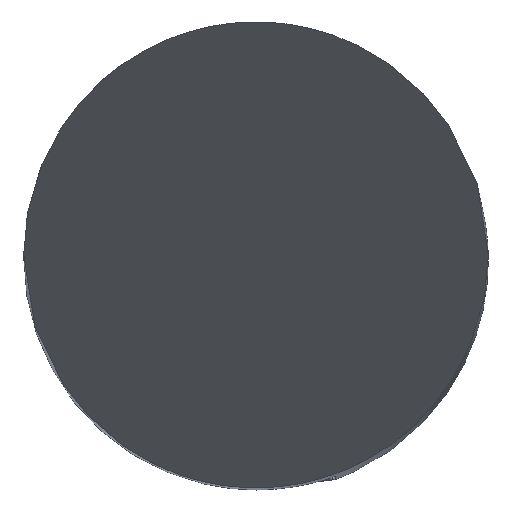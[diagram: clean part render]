
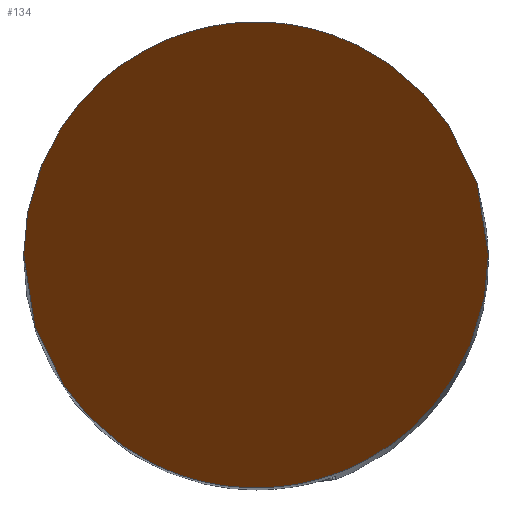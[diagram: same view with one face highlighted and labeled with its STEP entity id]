
A CAD part, top view. The second image highlights one B-rep face of the part: STEP entity #134.
In plain terms, the highlighted planar face has unit normal (0, -0.866, 0.5).
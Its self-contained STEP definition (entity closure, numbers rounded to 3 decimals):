
#53=PLANE('',#615);
#134=ADVANCED_FACE('',(#168),#53,.T.);
#168=FACE_OUTER_BOUND('',#199,.T.);
#199=EDGE_LOOP('',(#310,#311));
#310=ORIENTED_EDGE('',*,*,#474,.T.);
#311=ORIENTED_EDGE('',*,*,#458,.T.);
#407=VERTEX_POINT('',#831);
#408=VERTEX_POINT('',#832);
#458=EDGE_CURVE('',#407,#408,#549,.T.);
#474=EDGE_CURVE('',#408,#407,#554,.T.);
#549=(
BOUNDED_CURVE()
B_SPLINE_CURVE(3,(#827,#828,#829,#830),.UNSPECIFIED.,.F.,.F.)
B_SPLINE_CURVE_WITH_KNOTS((4,4),(0.,1.),.UNSPECIFIED.)
CURVE()
GEOMETRIC_REPRESENTATION_ITEM()
RATIONAL_B_SPLINE_CURVE((1.,0.333,0.333,1.))
REPRESENTATION_ITEM('')
);
#554=(
BOUNDED_CURVE()
B_SPLINE_CURVE(3,(#904,#905,#906,#907),.UNSPECIFIED.,.F.,.F.)
B_SPLINE_CURVE_WITH_KNOTS((4,4),(0.,1.),.UNSPECIFIED.)
CURVE()
GEOMETRIC_REPRESENTATION_ITEM()
RATIONAL_B_SPLINE_CURVE((1.,0.333,0.333,1.))
REPRESENTATION_ITEM('')
);
#615=AXIS2_PLACEMENT_3D('',#1009,#692,#693);
#692=DIRECTION('',(0.,-0.866,0.5));
#693=DIRECTION('',(0.,0.5,0.866));
#827=CARTESIAN_POINT('',(3.,0.,0.));
#828=CARTESIAN_POINT('',(3.,6.,10.392));
#829=CARTESIAN_POINT('',(-3.,6.,10.392));
#830=CARTESIAN_POINT('',(-3.,0.,0.));
#831=CARTESIAN_POINT('',(3.,0.,0.));
#832=CARTESIAN_POINT('',(-3.,0.,0.));
#904=CARTESIAN_POINT('',(-3.,0.,0.));
#905=CARTESIAN_POINT('',(-3.,-6.,-10.392));
#906=CARTESIAN_POINT('',(3.,-6.,-10.392));
#907=CARTESIAN_POINT('',(3.,0.,0.));
#1009=CARTESIAN_POINT('',(-70.162,3.,5.196));
